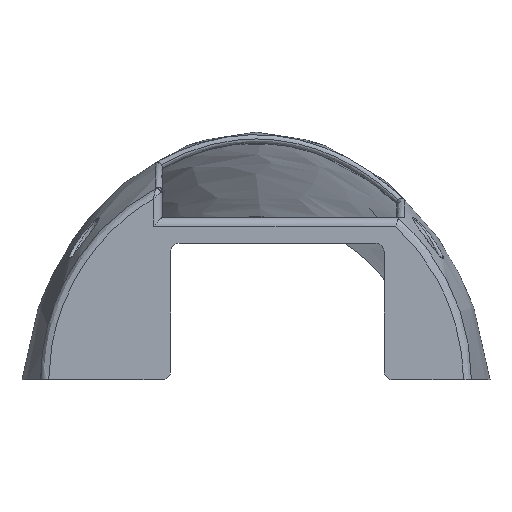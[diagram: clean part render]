
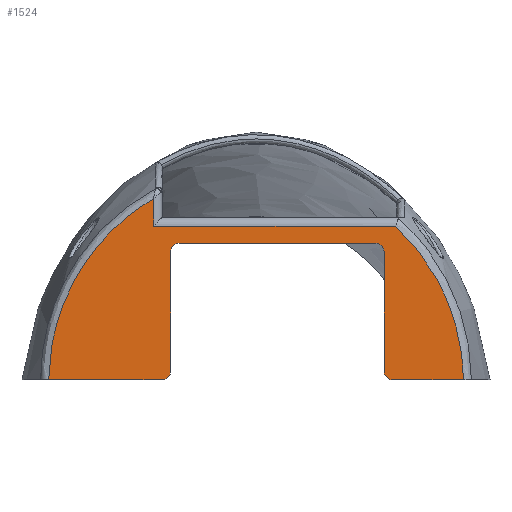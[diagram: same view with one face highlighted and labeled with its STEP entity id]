
A CAD part, front view. The second image highlights one B-rep face of the part: STEP entity #1524.
In plain terms, the highlighted planar face has unit normal (0, -1, 0).
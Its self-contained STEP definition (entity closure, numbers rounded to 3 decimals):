
#43=PLANE('',#1639);
#162=B_SPLINE_CURVE_WITH_KNOTS('',3,(#5799,#5800,#5801,#5802,#5803),
 .UNSPECIFIED.,.F.,.F.,(4,1,4),(-4.047,-2.353,-0.001),
 .UNSPECIFIED.);
#165=B_SPLINE_CURVE_WITH_KNOTS('',3,(#5921,#5922,#5923,#5924,#5925,#5926),
 .UNSPECIFIED.,.F.,.F.,(4,1,1,4),(-15.281,-13.773,-12.265,
-10.156),.UNSPECIFIED.);
#274=FACE_OUTER_BOUND('',#370,.T.);
#370=EDGE_LOOP('',(#1286,#1287,#1288,#1289,#1290,#1291,#1292,#1293,#1294,
#1295,#1296,#1297,#1298));
#438=LINE('',#5721,#496);
#442=LINE('',#5729,#500);
#443=LINE('',#6261,#501);
#444=LINE('',#6265,#502);
#445=LINE('',#6269,#503);
#446=LINE('',#6273,#504);
#447=LINE('',#6276,#505);
#496=VECTOR('',#1845,10.);
#500=VECTOR('',#1853,10.);
#501=VECTOR('',#1858,10.);
#502=VECTOR('',#1861,10.);
#503=VECTOR('',#1864,10.);
#504=VECTOR('',#1867,10.);
#505=VECTOR('',#1870,10.);
#569=CIRCLE('',#1640,2.);
#570=CIRCLE('',#1641,2.);
#571=CIRCLE('',#1642,2.);
#572=CIRCLE('',#1643,2.);
#700=VERTEX_POINT('',#5698);
#701=VERTEX_POINT('',#5720);
#703=VERTEX_POINT('',#5728);
#704=VERTEX_POINT('',#5798);
#705=VERTEX_POINT('',#5877);
#715=VERTEX_POINT('',#6260);
#716=VERTEX_POINT('',#6262);
#717=VERTEX_POINT('',#6264);
#718=VERTEX_POINT('',#6266);
#719=VERTEX_POINT('',#6268);
#720=VERTEX_POINT('',#6270);
#721=VERTEX_POINT('',#6272);
#722=VERTEX_POINT('',#6274);
#903=EDGE_CURVE('',#700,#701,#438,.T.);
#908=EDGE_CURVE('',#701,#703,#442,.T.);
#910=EDGE_CURVE('',#703,#704,#162,.T.);
#913=EDGE_CURVE('',#705,#700,#165,.T.);
#930=EDGE_CURVE('',#705,#715,#443,.T.);
#931=EDGE_CURVE('',#716,#715,#569,.T.);
#932=EDGE_CURVE('',#716,#717,#444,.T.);
#933=EDGE_CURVE('',#718,#717,#570,.T.);
#934=EDGE_CURVE('',#718,#719,#445,.T.);
#935=EDGE_CURVE('',#720,#719,#571,.T.);
#936=EDGE_CURVE('',#720,#721,#446,.T.);
#937=EDGE_CURVE('',#722,#721,#572,.T.);
#938=EDGE_CURVE('',#722,#704,#447,.T.);
#1286=ORIENTED_EDGE('',*,*,#913,.F.);
#1287=ORIENTED_EDGE('',*,*,#930,.T.);
#1288=ORIENTED_EDGE('',*,*,#931,.F.);
#1289=ORIENTED_EDGE('',*,*,#932,.T.);
#1290=ORIENTED_EDGE('',*,*,#933,.F.);
#1291=ORIENTED_EDGE('',*,*,#934,.T.);
#1292=ORIENTED_EDGE('',*,*,#935,.F.);
#1293=ORIENTED_EDGE('',*,*,#936,.T.);
#1294=ORIENTED_EDGE('',*,*,#937,.F.);
#1295=ORIENTED_EDGE('',*,*,#938,.T.);
#1296=ORIENTED_EDGE('',*,*,#910,.F.);
#1297=ORIENTED_EDGE('',*,*,#908,.F.);
#1298=ORIENTED_EDGE('',*,*,#903,.F.);
#1524=ADVANCED_FACE('',(#274),#43,.F.);
#1639=AXIS2_PLACEMENT_3D('',#6259,#1856,#1857);
#1640=AXIS2_PLACEMENT_3D('',#6263,#1859,#1860);
#1641=AXIS2_PLACEMENT_3D('',#6267,#1862,#1863);
#1642=AXIS2_PLACEMENT_3D('',#6271,#1865,#1866);
#1643=AXIS2_PLACEMENT_3D('',#6275,#1868,#1869);
#1845=DIRECTION('',(0.,0.,-1.));
#1853=DIRECTION('',(1.,0.,0.));
#1856=DIRECTION('center_axis',(0.,1.,0.));
#1857=DIRECTION('ref_axis',(0.,0.,1.));
#1858=DIRECTION('',(1.,0.,0.));
#1859=DIRECTION('center_axis',(0.,1.,0.));
#1860=DIRECTION('ref_axis',(0.707,0.,-0.707));
#1861=DIRECTION('',(0.,0.,1.));
#1862=DIRECTION('center_axis',(0.,-1.,0.));
#1863=DIRECTION('ref_axis',(-0.707,0.,0.707));
#1864=DIRECTION('',(1.,0.,0.));
#1865=DIRECTION('center_axis',(0.,-1.,0.));
#1866=DIRECTION('ref_axis',(0.707,0.,0.707));
#1867=DIRECTION('',(0.,0.,-1.));
#1868=DIRECTION('center_axis',(0.,1.,0.));
#1869=DIRECTION('ref_axis',(-0.707,0.,-0.707));
#1870=DIRECTION('',(1.,0.,0.));
#5698=CARTESIAN_POINT('',(-24.,0.,42.404));
#5720=CARTESIAN_POINT('',(-24.,0.,36.));
#5721=CARTESIAN_POINT('',(-24.,0.,38.768));
#5728=CARTESIAN_POINT('',(32.663,0.,36.));
#5729=CARTESIAN_POINT('',(2.75,0.,36.));
#5798=CARTESIAN_POINT('',(48.54,0.,0.));
#5799=CARTESIAN_POINT('Ctrl Pts',(32.663,0.,
36.));
#5800=CARTESIAN_POINT('Ctrl Pts',(36.804,0.,
32.164));
#5801=CARTESIAN_POINT('Ctrl Pts',(45.109,0.,
21.286));
#5802=CARTESIAN_POINT('Ctrl Pts',(48.488,0.,
7.84));
#5803=CARTESIAN_POINT('Ctrl Pts',(48.54,0.,
0.));
#5877=CARTESIAN_POINT('',(-48.54,0.,0.));
#5921=CARTESIAN_POINT('Ctrl Pts',(-48.54,0.,
0.));
#5922=CARTESIAN_POINT('Ctrl Pts',(-48.507,0.,
5.024));
#5923=CARTESIAN_POINT('Ctrl Pts',(-46.879,0.,
15.061));
#5924=CARTESIAN_POINT('Ctrl Pts',(-39.165,0.,
30.527));
#5925=CARTESIAN_POINT('Ctrl Pts',(-30.08,0.,
38.874));
#5926=CARTESIAN_POINT('Ctrl Pts',(-24.,0.,
42.404));
#6259=CARTESIAN_POINT('Origin',(0.,0.,17.535));
#6260=CARTESIAN_POINT('',(-22.,0.,0.));
#6261=CARTESIAN_POINT('',(-50.,0.,0.));
#6262=CARTESIAN_POINT('',(-20.,0.,2.));
#6263=CARTESIAN_POINT('Origin',(-22.,0.,2.));
#6264=CARTESIAN_POINT('',(-20.,0.,30.));
#6265=CARTESIAN_POINT('',(-20.,0.,8.768));
#6266=CARTESIAN_POINT('',(-18.,0.,32.));
#6267=CARTESIAN_POINT('Origin',(-18.,0.,30.));
#6268=CARTESIAN_POINT('',(28.,0.,32.));
#6269=CARTESIAN_POINT('',(-10.,0.,32.));
#6270=CARTESIAN_POINT('',(30.,0.,30.));
#6271=CARTESIAN_POINT('Origin',(28.,0.,30.));
#6272=CARTESIAN_POINT('',(30.,0.,2.));
#6273=CARTESIAN_POINT('',(30.,0.,24.768));
#6274=CARTESIAN_POINT('',(32.,0.,0.));
#6275=CARTESIAN_POINT('Origin',(32.,0.,2.));
#6276=CARTESIAN_POINT('',(-50.,0.,0.));
